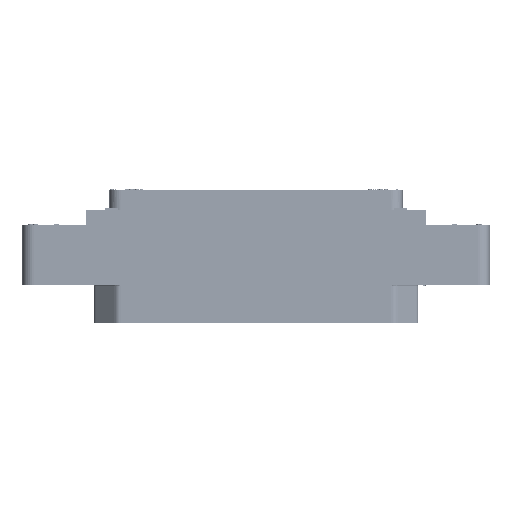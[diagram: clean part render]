
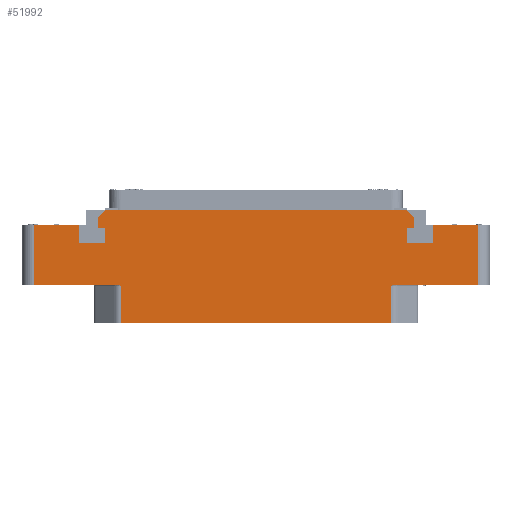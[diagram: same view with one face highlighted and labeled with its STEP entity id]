
A CAD part, top view. The second image highlights one B-rep face of the part: STEP entity #51992.
In plain terms, the highlighted planar face has unit normal (0, 0, 1).
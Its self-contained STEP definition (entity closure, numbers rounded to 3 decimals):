
#1=DIRECTION('',(1.,0.,0.));
#2=VECTOR('',#1,7.8);
#3=CARTESIAN_POINT('',(-38.,10.25,7.));
#4=LINE('',#3,#2);
#5=DIRECTION('',(0.,-1.,0.));
#6=VECTOR('',#5,3.2);
#7=CARTESIAN_POINT('',(-30.2,10.25,7.));
#8=LINE('',#7,#6);
#9=DIRECTION('',(1.,0.,0.));
#10=VECTOR('',#9,4.4);
#11=CARTESIAN_POINT('',(-30.2,7.05,7.));
#12=LINE('',#11,#10);
#13=DIRECTION('',(0.,1.,0.));
#14=VECTOR('',#13,2.6);
#15=CARTESIAN_POINT('',(-25.8,7.05,7.));
#16=LINE('',#15,#14);
#17=DIRECTION('',(-1.,0.,0.));
#18=VECTOR('',#17,1.2);
#19=CARTESIAN_POINT('',(-25.8,9.65,7.));
#20=LINE('',#19,#18);
#21=DIRECTION('',(0.,-1.,0.));
#22=VECTOR('',#21,1.9);
#23=CARTESIAN_POINT('',(-27.,11.55,7.));
#24=LINE('',#23,#22);
#25=DIRECTION('',(1.,0.,0.));
#26=VECTOR('',#25,51.6);
#27=CARTESIAN_POINT('',(-25.8,12.75,7.));
#28=LINE('',#27,#26);
#29=DIRECTION('',(0.,-1.,0.));
#30=VECTOR('',#29,1.9);
#31=CARTESIAN_POINT('',(27.,11.55,7.));
#32=LINE('',#31,#30);
#33=DIRECTION('',(-1.,0.,0.));
#34=VECTOR('',#33,1.2);
#35=CARTESIAN_POINT('',(27.,9.65,7.));
#36=LINE('',#35,#34);
#37=DIRECTION('',(0.,-1.,0.));
#38=VECTOR('',#37,2.6);
#39=CARTESIAN_POINT('',(25.8,9.65,7.));
#40=LINE('',#39,#38);
#41=DIRECTION('',(1.,0.,0.));
#42=VECTOR('',#41,4.4);
#43=CARTESIAN_POINT('',(25.8,7.05,7.));
#44=LINE('',#43,#42);
#45=DIRECTION('',(0.,1.,0.));
#46=VECTOR('',#45,3.2);
#47=CARTESIAN_POINT('',(30.2,7.05,7.));
#48=LINE('',#47,#46);
#49=DIRECTION('',(1.,0.,0.));
#50=VECTOR('',#49,7.8);
#51=CARTESIAN_POINT('',(30.2,10.25,7.));
#52=LINE('',#51,#50);
#53=DIRECTION('',(1.,0.,0.));
#54=VECTOR('',#53,14.082);
#55=CARTESIAN_POINT('',(23.918,0.,7.));
#56=LINE('',#55,#54);
#115=CARTESIAN_POINT('',(23.118,-0.2,7.));
#116=CARTESIAN_POINT('',(23.193,-0.173,7.));
#117=CARTESIAN_POINT('',(23.337,-0.12,7.));
#118=CARTESIAN_POINT('',(23.543,-0.055,7.));
#119=CARTESIAN_POINT('',(23.738,-0.011,7.));
#120=CARTESIAN_POINT('',(23.859,0.,7.));
#121=CARTESIAN_POINT('',(23.918,0.,7.));
#137=DIRECTION('',(0.,1.,0.));
#138=VECTOR('',#137,6.3);
#139=CARTESIAN_POINT('',(23.118,-6.5,7.));
#140=LINE('',#139,#138);
#1040=DIRECTION('',(0.,1.,0.));
#1041=VECTOR('',#1040,10.25);
#1042=CARTESIAN_POINT('',(38.,0.,7.));
#1043=LINE('',#1042,#1041);
#1086=DIRECTION('',(0.707,-0.707,0.));
#1087=VECTOR('',#1086,1.697);
#1088=CARTESIAN_POINT('',(25.8,12.75,7.));
#1089=LINE('',#1088,#1087);
#3574=DIRECTION('',(-0.707,-0.707,0.));
#3575=VECTOR('',#3574,1.697);
#3576=CARTESIAN_POINT('',(-25.8,12.75,7.));
#3577=LINE('',#3576,#3575);
#4134=DIRECTION('',(0.,-1.,0.));
#4135=VECTOR('',#4134,10.25);
#4136=CARTESIAN_POINT('',(-38.,10.25,7.));
#4137=LINE('',#4136,#4135);
#4169=DIRECTION('',(1.,0.,0.));
#4170=VECTOR('',#4169,14.082);
#4171=CARTESIAN_POINT('',(-38.,0.,7.));
#4172=LINE('',#4171,#4170);
#4273=CARTESIAN_POINT('',(-23.918,0.,7.));
#4274=CARTESIAN_POINT('',(-23.859,0.,7.));
#4275=CARTESIAN_POINT('',(-23.738,-0.011,7.));
#4276=CARTESIAN_POINT('',(-23.543,-0.055,7.));
#4277=CARTESIAN_POINT('',(-23.337,-0.12,7.));
#4278=CARTESIAN_POINT('',(-23.193,-0.173,7.));
#4279=CARTESIAN_POINT('',(-23.118,-0.2,7.));
#4281=DIRECTION('',(0.,1.,0.));
#4282=VECTOR('',#4281,6.3);
#4283=CARTESIAN_POINT('',(-23.118,-6.5,7.));
#4284=LINE('',#4283,#4282);
#4306=DIRECTION('',(-1.,0.,0.));
#4307=VECTOR('',#4306,46.236);
#4308=CARTESIAN_POINT('',(23.118,-6.5,7.));
#4309=LINE('',#4308,#4307);
#40941=CARTESIAN_POINT('',(-30.2,10.25,7.));
#40942=CARTESIAN_POINT('',(-30.2,7.05,7.));
#40943=VERTEX_POINT('',#40941);
#40944=VERTEX_POINT('',#40942);
#40945=CARTESIAN_POINT('',(-25.8,7.05,7.));
#40946=VERTEX_POINT('',#40945);
#40947=CARTESIAN_POINT('',(-25.8,9.65,7.));
#40948=VERTEX_POINT('',#40947);
#40949=CARTESIAN_POINT('',(-27.,9.65,7.));
#40950=VERTEX_POINT('',#40949);
#40951=CARTESIAN_POINT('',(27.,9.65,7.));
#40952=CARTESIAN_POINT('',(25.8,9.65,7.));
#40953=VERTEX_POINT('',#40951);
#40954=VERTEX_POINT('',#40952);
#40955=CARTESIAN_POINT('',(25.8,7.05,7.));
#40956=VERTEX_POINT('',#40955);
#40957=CARTESIAN_POINT('',(30.2,7.05,7.));
#40958=VERTEX_POINT('',#40957);
#40959=CARTESIAN_POINT('',(30.2,10.25,7.));
#40960=VERTEX_POINT('',#40959);
#40965=CARTESIAN_POINT('',(-27.,11.55,7.));
#40967=VERTEX_POINT('',#40965);
#40969=CARTESIAN_POINT('',(-25.8,12.75,7.));
#40970=VERTEX_POINT('',#40969);
#40971=CARTESIAN_POINT('',(27.,11.55,7.));
#40973=VERTEX_POINT('',#40971);
#40975=CARTESIAN_POINT('',(25.8,12.75,7.));
#40976=VERTEX_POINT('',#40975);
#41061=CARTESIAN_POINT('',(38.,0.,7.));
#41062=CARTESIAN_POINT('',(38.,10.25,7.));
#41063=VERTEX_POINT('',#41061);
#41064=VERTEX_POINT('',#41062);
#41069=CARTESIAN_POINT('',(-38.,10.25,7.));
#41070=CARTESIAN_POINT('',(-38.,0.,7.));
#41071=VERTEX_POINT('',#41069);
#41072=VERTEX_POINT('',#41070);
#41278=CARTESIAN_POINT('',(23.118,-6.5,7.));
#41280=VERTEX_POINT('',#41278);
#41281=CARTESIAN_POINT('',(-23.118,-6.5,7.));
#41283=VERTEX_POINT('',#41281);
#41345=CARTESIAN_POINT('',(-23.118,-0.2,7.));
#41346=VERTEX_POINT('',#41345);
#41347=CARTESIAN_POINT('',(-23.918,0.,7.));
#41348=VERTEX_POINT('',#41347);
#41349=CARTESIAN_POINT('',(23.118,-0.2,7.));
#41351=VERTEX_POINT('',#41349);
#41353=CARTESIAN_POINT('',(23.918,0.,7.));
#41355=VERTEX_POINT('',#41353);
#51937=CARTESIAN_POINT('',(0.,0.,7.));
#51938=DIRECTION('',(0.,0.,-1.));
#51939=DIRECTION('',(-1.,0.,0.));
#51940=AXIS2_PLACEMENT_3D('',#51937,#51938,#51939);
#51941=PLANE('',#51940);
#51943=ORIENTED_EDGE('',*,*,#51942,.F.);
#51945=ORIENTED_EDGE('',*,*,#51944,.F.);
#51947=ORIENTED_EDGE('',*,*,#51946,.F.);
#51949=ORIENTED_EDGE('',*,*,#51948,.T.);
#51951=ORIENTED_EDGE('',*,*,#51950,.T.);
#51953=ORIENTED_EDGE('',*,*,#51952,.F.);
#51955=ORIENTED_EDGE('',*,*,#51954,.F.);
#51957=ORIENTED_EDGE('',*,*,#51956,.F.);
#51959=ORIENTED_EDGE('',*,*,#51958,.T.);
#51961=ORIENTED_EDGE('',*,*,#51960,.T.);
#51963=ORIENTED_EDGE('',*,*,#51962,.T.);
#51965=ORIENTED_EDGE('',*,*,#51964,.T.);
#51967=ORIENTED_EDGE('',*,*,#51966,.T.);
#51969=ORIENTED_EDGE('',*,*,#51968,.F.);
#51971=ORIENTED_EDGE('',*,*,#51970,.F.);
#51973=ORIENTED_EDGE('',*,*,#51972,.T.);
#51975=ORIENTED_EDGE('',*,*,#51974,.T.);
#51977=ORIENTED_EDGE('',*,*,#51976,.T.);
#51979=ORIENTED_EDGE('',*,*,#51978,.T.);
#51981=ORIENTED_EDGE('',*,*,#51980,.T.);
#51983=ORIENTED_EDGE('',*,*,#51982,.T.);
#51985=ORIENTED_EDGE('',*,*,#51984,.T.);
#51987=ORIENTED_EDGE('',*,*,#51986,.T.);
#51989=ORIENTED_EDGE('',*,*,#51988,.F.);
#51990=EDGE_LOOP('',(#51943,#51945,#51947,#51949,#51951,#51953,#51955,#51957,
#51959,#51961,#51963,#51965,#51967,#51969,#51971,#51973,#51975,#51977,#51979,
#51981,#51983,#51985,#51987,#51989));
#51991=FACE_OUTER_BOUND('',#51990,.F.);
#51992=ADVANCED_FACE('',(#51991),#51941,.F.);
#122=B_SPLINE_CURVE_WITH_KNOTS('',3,(#115,#116,#117,#118,#119,#120,#121),
.UNSPECIFIED.,.F.,.F.,(4,1,1,1,4),(0.,0.25,0.5,0.75,1.),
.UNSPECIFIED.);
#4280=B_SPLINE_CURVE_WITH_KNOTS('',3,(#4273,#4274,#4275,#4276,#4277,#4278,
#4279),.UNSPECIFIED.,.F.,.F.,(4,1,1,1,4),(0.,0.25,0.5,0.75,1.),
.UNSPECIFIED.);
#51942=EDGE_CURVE('',#41355,#41063,#56,.T.);
#51944=EDGE_CURVE('',#41351,#41355,#122,.T.);
#51946=EDGE_CURVE('',#41280,#41351,#140,.T.);
#51948=EDGE_CURVE('',#41280,#41283,#4309,.T.);
#51950=EDGE_CURVE('',#41283,#41346,#4284,.T.);
#51952=EDGE_CURVE('',#41348,#41346,#4280,.T.);
#51954=EDGE_CURVE('',#41072,#41348,#4172,.T.);
#51956=EDGE_CURVE('',#41071,#41072,#4137,.T.);
#51958=EDGE_CURVE('',#41071,#40943,#4,.T.);
#51960=EDGE_CURVE('',#40943,#40944,#8,.T.);
#51962=EDGE_CURVE('',#40944,#40946,#12,.T.);
#51964=EDGE_CURVE('',#40946,#40948,#16,.T.);
#51966=EDGE_CURVE('',#40948,#40950,#20,.T.);
#51968=EDGE_CURVE('',#40967,#40950,#24,.T.);
#51970=EDGE_CURVE('',#40970,#40967,#3577,.T.);
#51972=EDGE_CURVE('',#40970,#40976,#28,.T.);
#51974=EDGE_CURVE('',#40976,#40973,#1089,.T.);
#51976=EDGE_CURVE('',#40973,#40953,#32,.T.);
#51978=EDGE_CURVE('',#40953,#40954,#36,.T.);
#51980=EDGE_CURVE('',#40954,#40956,#40,.T.);
#51982=EDGE_CURVE('',#40956,#40958,#44,.T.);
#51984=EDGE_CURVE('',#40958,#40960,#48,.T.);
#51986=EDGE_CURVE('',#40960,#41064,#52,.T.);
#51988=EDGE_CURVE('',#41063,#41064,#1043,.T.);
